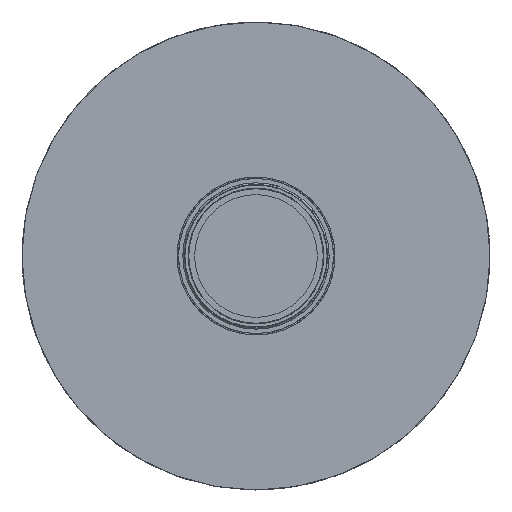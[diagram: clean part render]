
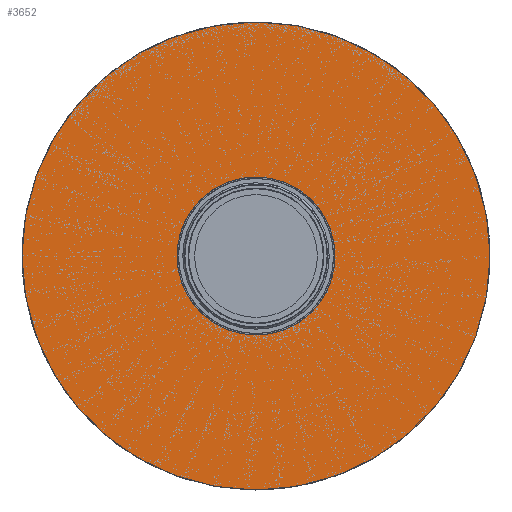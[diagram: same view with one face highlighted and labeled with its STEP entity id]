
A CAD part, front view. The second image highlights one B-rep face of the part: STEP entity #3652.
In plain terms, the highlighted planar face has unit normal (0, -1, 0).
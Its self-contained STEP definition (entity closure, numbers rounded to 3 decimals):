
#3569=CARTESIAN_POINT('Axis2P3D Location',(83.2,-12.7,83.2)) ;
#3575=CARTESIAN_POINT('Control Point',(80.,-12.7,0.)) ;
#3576=CARTESIAN_POINT('Control Point',(80.,-12.7,-7.449)) ;
#3577=CARTESIAN_POINT('Control Point',(79.133,-12.7,-14.898)) ;
#3578=CARTESIAN_POINT('Control Point',(77.399,-12.7,-22.213)) ;
#3579=CARTESIAN_POINT('Control Point',(72.26,-12.7,-36.303)) ;
#3580=CARTESIAN_POINT('Control Point',(64.023,-12.7,-48.837)) ;
#3581=CARTESIAN_POINT('Control Point',(59.189,-12.7,-54.595)) ;
#3582=CARTESIAN_POINT('Control Point',(48.272,-12.7,-64.879)) ;
#3583=CARTESIAN_POINT('Control Point',(35.284,-12.7,-72.381)) ;
#3584=CARTESIAN_POINT('Control Point',(28.381,-12.7,-75.356)) ;
#3585=CARTESIAN_POINT('Control Point',(14.008,-12.7,-79.644)) ;
#3586=CARTESIAN_POINT('Control Point',(-0.965,-12.7,-80.517)) ;
#3587=CARTESIAN_POINT('Control Point',(-8.469,-12.7,-80.077)) ;
#3588=CARTESIAN_POINT('Control Point',(-23.237,-12.7,-77.456)) ;
#3589=CARTESIAN_POINT('Control Point',(-37.009,-12.7,-71.515)) ;
#3590=CARTESIAN_POINT('Control Point',(-43.516,-12.7,-67.752)) ;
#3591=CARTESIAN_POINT('Control Point',(-55.536,-12.7,-58.781)) ;
#3592=CARTESIAN_POINT('Control Point',(-65.175,-12.7,-47.289)) ;
#3593=CARTESIAN_POINT('Control Point',(-69.301,-12.7,-41.005)) ;
#3594=CARTESIAN_POINT('Control Point',(-75.168,-12.7,-29.283)) ;
#3595=CARTESIAN_POINT('Control Point',(-78.545,-12.7,-16.658)) ;
#3596=CARTESIAN_POINT('Control Point',(-79.515,-12.7,-11.143)) ;
#3597=CARTESIAN_POINT('Control Point',(-80.,-12.7,-5.571)) ;
#3598=CARTESIAN_POINT('Control Point',(-80.,-12.7,0.)) ;
#3599=CARTESIAN_POINT('Vertex',(80.,-12.7,0.)) ;
#3601=CARTESIAN_POINT('Vertex',(-80.,-12.7,0.)) ;
#3605=CARTESIAN_POINT('Control Point',(-80.,-12.7,0.)) ;
#3606=CARTESIAN_POINT('Control Point',(-80.,-12.7,7.449)) ;
#3607=CARTESIAN_POINT('Control Point',(-79.133,-12.7,14.898)) ;
#3608=CARTESIAN_POINT('Control Point',(-77.399,-12.7,22.213)) ;
#3609=CARTESIAN_POINT('Control Point',(-72.26,-12.7,36.303)) ;
#3610=CARTESIAN_POINT('Control Point',(-64.023,-12.7,48.837)) ;
#3611=CARTESIAN_POINT('Control Point',(-59.189,-12.7,54.595)) ;
#3612=CARTESIAN_POINT('Control Point',(-48.272,-12.7,64.879)) ;
#3613=CARTESIAN_POINT('Control Point',(-35.284,-12.7,72.381)) ;
#3614=CARTESIAN_POINT('Control Point',(-28.381,-12.7,75.356)) ;
#3615=CARTESIAN_POINT('Control Point',(-14.008,-12.7,79.644)) ;
#3616=CARTESIAN_POINT('Control Point',(0.965,-12.7,80.517)) ;
#3617=CARTESIAN_POINT('Control Point',(8.469,-12.7,80.077)) ;
#3618=CARTESIAN_POINT('Control Point',(23.237,-12.7,77.456)) ;
#3619=CARTESIAN_POINT('Control Point',(37.009,-12.7,71.515)) ;
#3620=CARTESIAN_POINT('Control Point',(43.516,-12.7,67.752)) ;
#3621=CARTESIAN_POINT('Control Point',(55.536,-12.7,58.781)) ;
#3622=CARTESIAN_POINT('Control Point',(65.175,-12.7,47.289)) ;
#3623=CARTESIAN_POINT('Control Point',(69.301,-12.7,41.005)) ;
#3624=CARTESIAN_POINT('Control Point',(75.168,-12.7,29.283)) ;
#3625=CARTESIAN_POINT('Control Point',(78.545,-12.7,16.658)) ;
#3626=CARTESIAN_POINT('Control Point',(79.515,-12.7,11.143)) ;
#3627=CARTESIAN_POINT('Control Point',(80.,-12.7,5.571)) ;
#3628=CARTESIAN_POINT('Control Point',(80.,-12.7,0.)) ;
#3634=CARTESIAN_POINT('Axis2P3D Location',(0.,-12.7,0.)) ;
#3638=CARTESIAN_POINT('Vertex',(27.,-12.7,0.)) ;
#3640=CARTESIAN_POINT('Vertex',(-27.,-12.7,0.)) ;
#3643=CARTESIAN_POINT('Axis2P3D Location',(0.,-12.7,0.)) ;
#3570=DIRECTION('Axis2P3D Direction',(0.,-1.,0.)) ;
#3571=DIRECTION('Axis2P3D XDirection',(1.,0.,0.)) ;
#3635=DIRECTION('Axis2P3D Direction',(0.,-1.,0.)) ;
#3644=DIRECTION('Axis2P3D Direction',(0.,-1.,0.)) ;
#3572=AXIS2_PLACEMENT_3D('Plane Axis2P3D',#3569,#3570,#3571) ;
#3636=AXIS2_PLACEMENT_3D('Circle Axis2P3D',#3634,#3635,$) ;
#3645=AXIS2_PLACEMENT_3D('Circle Axis2P3D',#3643,#3644,$) ;
#3637=CIRCLE('generated circle',#3636,27.) ;
#3646=CIRCLE('generated circle',#3645,27.) ;
#3573=PLANE('',#3572) ;
#3651=FACE_BOUND('',#3648,.T.) ;
#3603=EDGE_CURVE('',#3600,#3602,#3574,.T.) ;
#3629=EDGE_CURVE('',#3602,#3600,#3604,.T.) ;
#3642=EDGE_CURVE('',#3639,#3641,#3637,.T.) ;
#3647=EDGE_CURVE('',#3641,#3639,#3646,.T.) ;
#3631=ORIENTED_EDGE('',*,*,#3603,.F.) ;
#3632=ORIENTED_EDGE('',*,*,#3629,.F.) ;
#3649=ORIENTED_EDGE('',*,*,#3642,.F.) ;
#3650=ORIENTED_EDGE('',*,*,#3647,.F.) ;
#3630=EDGE_LOOP('',(#3631,#3632)) ;
#3648=EDGE_LOOP('',(#3649,#3650)) ;
#3600=VERTEX_POINT('',#3599) ;
#3602=VERTEX_POINT('',#3601) ;
#3639=VERTEX_POINT('',#3638) ;
#3641=VERTEX_POINT('',#3640) ;
#3652=ADVANCED_FACE('    MSBR11',(#3633,#3651),#3573,.T.) ;
#3574=B_SPLINE_CURVE_WITH_KNOTS('',5,(#3575,#3576,#3577,#3578,#3579,#3580,#3581,#3582,#3583,#3584,#3585,#3586,#3587,#3588,#3589,#3590,#3591,#3592,#3593,#3594,#3595,#3596,#3597,#3598),.UNSPECIFIED.,.F.,.U.,(6,3,3,3,3,3,3,6),(0.,52.672,105.344,158.016,210.688,263.361,316.033,355.428),.UNSPECIFIED.) ;
#3604=B_SPLINE_CURVE_WITH_KNOTS('',5,(#3605,#3606,#3607,#3608,#3609,#3610,#3611,#3612,#3613,#3614,#3615,#3616,#3617,#3618,#3619,#3620,#3621,#3622,#3623,#3624,#3625,#3626,#3627,#3628),.UNSPECIFIED.,.F.,.U.,(6,3,3,3,3,3,3,6),(0.,52.672,105.344,158.016,210.688,263.361,316.033,355.428),.UNSPECIFIED.) ;
#3633=FACE_OUTER_BOUND('',#3630,.T.) ;
